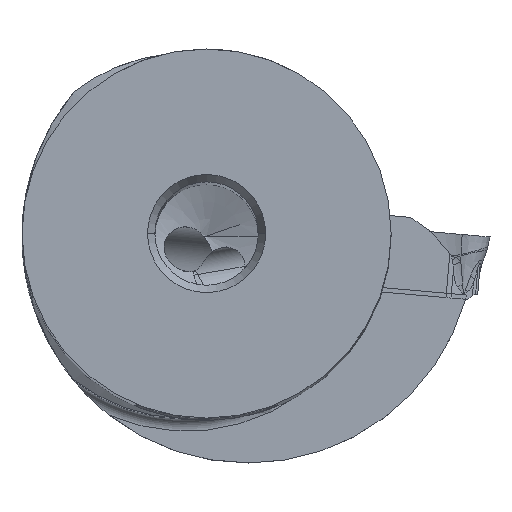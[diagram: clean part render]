
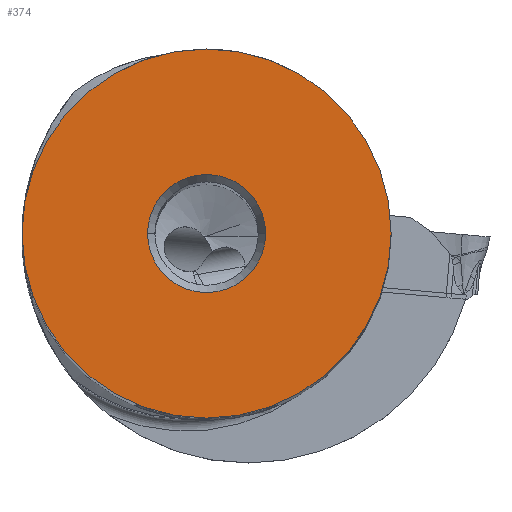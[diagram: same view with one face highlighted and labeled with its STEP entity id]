
A CAD part, top view. The second image highlights one B-rep face of the part: STEP entity #374.
In plain terms, the highlighted planar face has unit normal (0, 0, 1).
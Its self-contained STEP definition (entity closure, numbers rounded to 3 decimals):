
#66=FACE_BOUND('',#772,.T.);
#67=FACE_BOUND('',#773,.T.);
#374=ADVANCED_FACE('',(#66,#67),#431,.T.);
#431=PLANE('',#3786);
#772=EDGE_LOOP('',(#1738,#1739));
#773=EDGE_LOOP('',(#1740,#1741));
#1738=ORIENTED_EDGE('',*,*,#2682,.T.);
#1739=ORIENTED_EDGE('',*,*,#2676,.T.);
#1740=ORIENTED_EDGE('',*,*,#2688,.T.);
#1741=ORIENTED_EDGE('',*,*,#2689,.T.);
#2171=VERTEX_POINT('',#11243);
#2172=VERTEX_POINT('',#11245);
#2182=VERTEX_POINT('',#11269);
#2183=VERTEX_POINT('',#11270);
#2676=EDGE_CURVE('',#2172,#2171,#3110,.T.);
#2682=EDGE_CURVE('',#2171,#2172,#3111,.T.);
#2688=EDGE_CURVE('',#2182,#2183,#3112,.T.);
#2689=EDGE_CURVE('',#2183,#2182,#3113,.T.);
#3110=CIRCLE('',#3775,12.5);
#3111=CIRCLE('',#3779,12.5);
#3112=CIRCLE('',#3784,4.);
#3113=CIRCLE('',#3785,4.);
#3775=AXIS2_PLACEMENT_3D('',#11244,#4394,#4395);
#3779=AXIS2_PLACEMENT_3D('',#11256,#4405,#4406);
#3784=AXIS2_PLACEMENT_3D('',#11268,#4417,#4418);
#3785=AXIS2_PLACEMENT_3D('',#11271,#4419,#4420);
#3786=AXIS2_PLACEMENT_3D('',#11272,#4421,#4422);
#4394=DIRECTION('',(0.,0.,1.));
#4395=DIRECTION('',(1.,0.,0.));
#4405=DIRECTION('',(0.,0.,1.));
#4406=DIRECTION('',(-1.,0.,0.));
#4417=DIRECTION('',(0.,0.,-1.));
#4418=DIRECTION('',(-1.,0.,0.));
#4419=DIRECTION('',(0.,0.,-1.));
#4420=DIRECTION('',(1.,0.,0.));
#4421=DIRECTION('',(0.,0.,1.));
#4422=DIRECTION('',(-1.,0.,0.));
#11243=CARTESIAN_POINT('',(-12.5,0.,0.));
#11244=CARTESIAN_POINT('',(0.,0.,0.));
#11245=CARTESIAN_POINT('',(12.5,0.,0.));
#11256=CARTESIAN_POINT('',(0.,0.,0.));
#11268=CARTESIAN_POINT('',(0.,0.,0.));
#11269=CARTESIAN_POINT('',(-4.,0.,0.));
#11270=CARTESIAN_POINT('',(4.,0.,0.));
#11271=CARTESIAN_POINT('',(0.,0.,0.));
#11272=CARTESIAN_POINT('',(0.,0.,0.));
